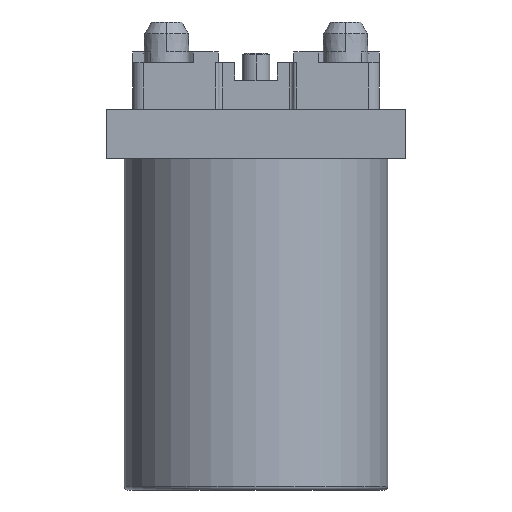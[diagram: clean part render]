
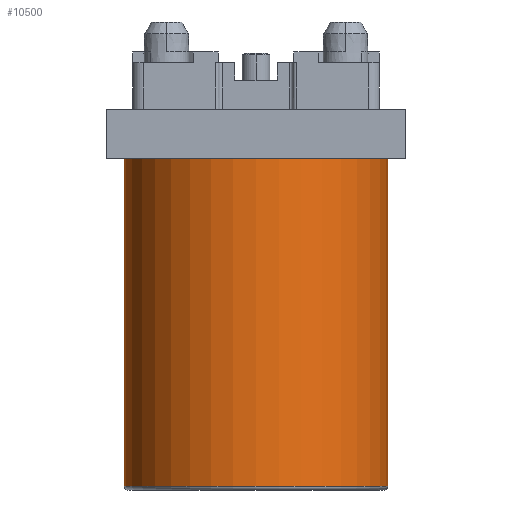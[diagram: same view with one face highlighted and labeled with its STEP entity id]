
A CAD part, front view. The second image highlights one B-rep face of the part: STEP entity #10500.
In plain terms, the highlighted cylindrical face has radius 3.737 mm (diameter 7.475 mm), a partial arc.
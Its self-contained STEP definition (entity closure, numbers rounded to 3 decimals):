
#113=DIRECTION('',(0.,0.,1.));
#114=VECTOR('',#113,9.3);
#115=CARTESIAN_POINT('',(3.738,0.,-7.3));
#116=LINE('',#115,#114);
#117=CARTESIAN_POINT('',(0.,0.,-7.3));
#118=DIRECTION('',(0.,0.,-1.));
#119=DIRECTION('',(1.,0.,0.));
#120=AXIS2_PLACEMENT_3D('',#117,#118,#119);
#122=DIRECTION('',(0.,0.,1.));
#123=VECTOR('',#122,9.3);
#124=CARTESIAN_POINT('',(-3.738,0.,-7.3));
#125=LINE('',#124,#123);
#135=CARTESIAN_POINT('',(0.,0.,2.));
#136=DIRECTION('',(0.,0.,1.));
#137=DIRECTION('',(-1.,0.,0.));
#138=AXIS2_PLACEMENT_3D('',#135,#136,#137);
#8787=CARTESIAN_POINT('',(-3.738,0.,2.));
#8788=CARTESIAN_POINT('',(3.738,0.,2.));
#8789=VERTEX_POINT('',#8787);
#8790=VERTEX_POINT('',#8788);
#8827=CARTESIAN_POINT('',(3.738,0.,-7.3));
#8828=CARTESIAN_POINT('',(-3.738,0.,-7.3));
#8829=VERTEX_POINT('',#8827);
#8830=VERTEX_POINT('',#8828);
#10488=CARTESIAN_POINT('',(0.,0.,-7.4));
#10489=DIRECTION('',(0.,0.,-1.));
#10490=DIRECTION('',(-1.,0.,0.));
#10491=AXIS2_PLACEMENT_3D('',#10488,#10489,#10490);
#10492=CYLINDRICAL_SURFACE('',#10491,3.738);
#10493=ORIENTED_EDGE('',*,*,#10424,.T.);
#10494=ORIENTED_EDGE('',*,*,#10476,.T.);
#10496=ORIENTED_EDGE('',*,*,#10495,.T.);
#10497=ORIENTED_EDGE('',*,*,#10464,.F.);
#10498=EDGE_LOOP('',(#10493,#10494,#10496,#10497));
#10499=FACE_OUTER_BOUND('',#10498,.F.);
#121=CIRCLE('',#120,3.738);
#139=CIRCLE('',#138,3.738);
#10424=EDGE_CURVE('',#8829,#8830,#121,.T.);
#10464=EDGE_CURVE('',#8829,#8790,#116,.T.);
#10476=EDGE_CURVE('',#8830,#8789,#125,.T.);
#10495=EDGE_CURVE('',#8789,#8790,#139,.T.);
#10500=ADVANCED_FACE('',(#10499),#10492,.T.);
